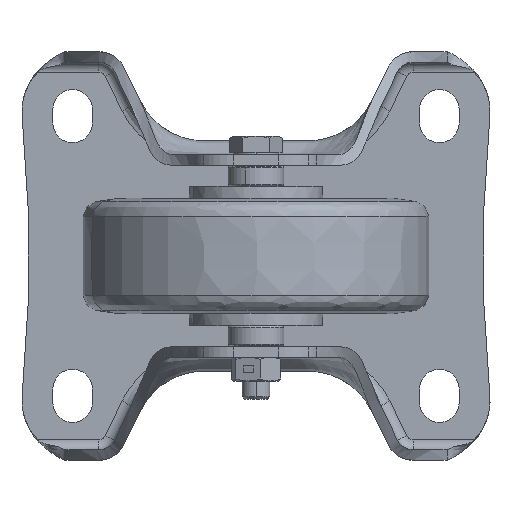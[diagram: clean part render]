
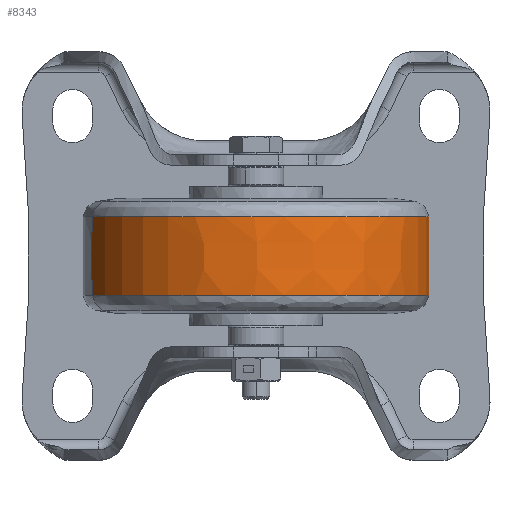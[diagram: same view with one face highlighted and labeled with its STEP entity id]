
A CAD part, front view. The second image highlights one B-rep face of the part: STEP entity #8343.
In plain terms, the highlighted free-form (B-spline) face has degree [3, 3] with [4, 4] control points.
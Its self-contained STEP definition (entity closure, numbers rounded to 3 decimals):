
#1136 = CARTESIAN_POINT ( 'NONE',  ( 47.331, -61.363, 3.762 ) ) ;
#1290 = CIRCLE ( 'NONE', #17249, 49.492 ) ;
#2339 = EDGE_CURVE ( 'NONE', #9738, #5749, #8612, .T. ) ;
#2343 = ORIENTED_EDGE ( 'NONE', *, *, #16673, .T. ) ;
#2801 = CARTESIAN_POINT ( 'NONE',  ( -14.057, -189.299, -3.762 ) ) ;
#3032 = CIRCLE ( 'NONE', #15538, 125. ) ;
#3161 = EDGE_CURVE ( 'NONE', #20212, #5749, #3032, .T. ) ;
#4503 = CARTESIAN_POINT ( 'NONE',  ( 47.331, -61.363, -3.762 ) ) ;
#5248 = CARTESIAN_POINT ( 'NONE',  ( 70.756, -53.129, 0. ) ) ;
#5749 = VERTEX_POINT ( 'NONE', #14149 ) ;
#6188 = CARTESIAN_POINT ( 'NONE',  ( -13.868, -187.796, -11.255 ) ) ;
#6409 = CARTESIAN_POINT ( 'NONE',  ( -46.692, -94.412, 11.255 ) ) ;
#6799 = EDGE_LOOP ( 'NONE', ( #2343, #9953, #17990, #12482 ) ) ;
#6935 = DIRECTION ( 'NONE',  ( -0.943, -0.332, 0. ) ) ;
#7712 =( BOUNDED_SURFACE ( )  B_SPLINE_SURFACE ( 3, 3, ( 
 ( #17731, #17806, #7788, #19406 ),
 ( #9475, #20968, #11147, #1136 ),
 ( #12831, #2801, #14524, #4503 ),
 ( #16215, #6188, #17870, #7862 ) ),
 .UNSPECIFIED., .F., .F., .F. ) 
 B_SPLINE_SURFACE_WITH_KNOTS ( ( 4, 4 ),
 ( 4, 4 ),
 ( 0., 1. ),
 ( 0., 1. ),
 .UNSPECIFIED. ) 
 GEOMETRIC_REPRESENTATION_ITEM ( )  RATIONAL_B_SPLINE_SURFACE ( (
 ( 1., 0.333, 0.333, 1.),
 ( 0.997, 0.332, 0.332, 0.997),
 ( 0.997, 0.332, 0.332, 0.997),
 ( 1., 0.333, 0.333, 1.) ) ) 
 REPRESENTATION_ITEM ( '' )  SURFACE ( )  );
#7788 = CARTESIAN_POINT ( 'NONE',  ( 79.516, -154.971, 11.255 ) ) ;
#7862 = CARTESIAN_POINT ( 'NONE',  ( 46.692, -61.588, -11.255 ) ) ;
#8286 = CARTESIAN_POINT ( 'NONE',  ( -46.692, -94.412, -11.255 ) ) ;
#8343 = ADVANCED_FACE ( 'NONE', ( #9162 ), #7712, .T. ) ;
#8612 = CIRCLE ( 'NONE', #15087, 49.492 ) ;
#8778 = EDGE_CURVE ( 'NONE', #18601, #9738, #13605, .T. ) ;
#9162 = FACE_OUTER_BOUND ( 'NONE', #6799, .T. ) ;
#9475 = CARTESIAN_POINT ( 'NONE',  ( -47.331, -94.637, 3.762 ) ) ;
#9738 = VERTEX_POINT ( 'NONE', #8286 ) ;
#9873 = DIRECTION ( 'NONE',  ( 0., 0., -1. ) ) ;
#9953 = ORIENTED_EDGE ( 'NONE', *, *, #8778, .T. ) ;
#11147 = CARTESIAN_POINT ( 'NONE',  ( 80.604, -156.025, 3.762 ) ) ;
#12482 = ORIENTED_EDGE ( 'NONE', *, *, #3161, .F. ) ;
#12831 = CARTESIAN_POINT ( 'NONE',  ( -47.331, -94.637, -3.762 ) ) ;
#13605 = CIRCLE ( 'NONE', #19734, 125. ) ;
#14149 = CARTESIAN_POINT ( 'NONE',  ( 46.692, -61.588, -11.255 ) ) ;
#14524 = CARTESIAN_POINT ( 'NONE',  ( 80.604, -156.025, -3.762 ) ) ;
#15087 = AXIS2_PLACEMENT_3D ( 'NONE', #15568, #15608, #15656 ) ;
#15538 = AXIS2_PLACEMENT_3D ( 'NONE', #19717, #17702, #19935 ) ;
#15568 = CARTESIAN_POINT ( 'NONE',  ( 0., -78., -11.255 ) ) ;
#15608 = DIRECTION ( 'NONE',  ( 0., 0., 1. ) ) ;
#15656 = DIRECTION ( 'NONE',  ( 0.943, 0.332, 0. ) ) ;
#16215 = CARTESIAN_POINT ( 'NONE',  ( -46.692, -94.412, -11.255 ) ) ;
#16673 = EDGE_CURVE ( 'NONE', #20212, #18601, #1290, .T. ) ;
#16948 = DIRECTION ( 'NONE',  ( 0.332, -0.943, 0. ) ) ;
#17249 = AXIS2_PLACEMENT_3D ( 'NONE', #19808, #9873, #21337 ) ;
#17702 = DIRECTION ( 'NONE',  ( -0.332, 0.943, 0. ) ) ;
#17731 = CARTESIAN_POINT ( 'NONE',  ( -46.692, -94.412, 11.255 ) ) ;
#17806 = CARTESIAN_POINT ( 'NONE',  ( -13.868, -187.796, 11.255 ) ) ;
#17870 = CARTESIAN_POINT ( 'NONE',  ( 79.516, -154.971, -11.255 ) ) ;
#17990 = ORIENTED_EDGE ( 'NONE', *, *, #2339, .T. ) ;
#18601 = VERTEX_POINT ( 'NONE', #6409 ) ;
#19406 = CARTESIAN_POINT ( 'NONE',  ( 46.692, -61.588, 11.255 ) ) ;
#19717 = CARTESIAN_POINT ( 'NONE',  ( -70.756, -102.871, 0. ) ) ;
#19734 = AXIS2_PLACEMENT_3D ( 'NONE', #5248, #16948, #6935 ) ;
#19735 = CARTESIAN_POINT ( 'NONE',  ( 46.692, -61.588, 11.255 ) ) ;
#19808 = CARTESIAN_POINT ( 'NONE',  ( 0., -78., 11.255 ) ) ;
#19935 = DIRECTION ( 'NONE',  ( 0.943, 0.332, 0. ) ) ;
#20212 = VERTEX_POINT ( 'NONE', #19735 ) ;
#20968 = CARTESIAN_POINT ( 'NONE',  ( -14.057, -189.299, 3.762 ) ) ;
#21337 = DIRECTION ( 'NONE',  ( 0.943, 0.332, 0. ) ) ;
